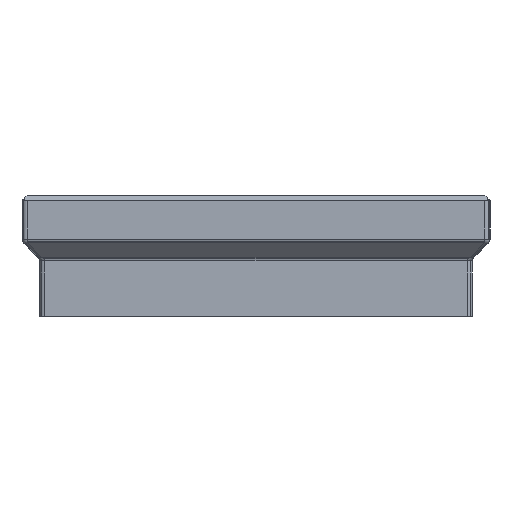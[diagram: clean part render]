
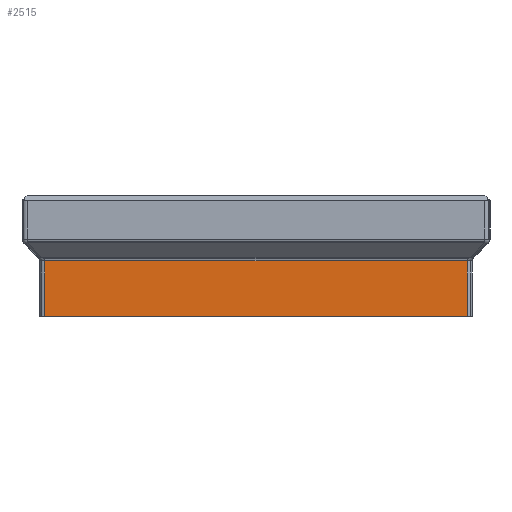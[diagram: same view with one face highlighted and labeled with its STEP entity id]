
A CAD part, left-side view. The second image highlights one B-rep face of the part: STEP entity #2515.
In plain terms, the highlighted planar face has unit normal (-1, 0, 0).
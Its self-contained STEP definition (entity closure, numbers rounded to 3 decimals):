
#48 = CARTESIAN_POINT ( 'NONE',  ( 49.89, -126.44, -13.381 ) ) ;
#936 = DIRECTION ( 'NONE',  ( 0., 1., 0. ) ) ;
#988 = EDGE_CURVE ( 'NONE', #7780, #9203, #1552, .T. ) ;
#1032 = DIRECTION ( 'NONE',  ( 0., -1., 0. ) ) ;
#1043 = DIRECTION ( 'NONE',  ( 0., 0., -1. ) ) ;
#1501 = VECTOR ( 'NONE', #1043, 1000. ) ;
#1552 = LINE ( 'NONE', #8842, #1916 ) ;
#1916 = VECTOR ( 'NONE', #1032, 1000. ) ;
#2132 = DIRECTION ( 'NONE',  ( -1., 0., 0. ) ) ;
#2424 = ORIENTED_EDGE ( 'NONE', *, *, #4912, .F. ) ;
#2490 = CARTESIAN_POINT ( 'NONE',  ( 49.89, -42.19, -13.381 ) ) ;
#2515 = ADVANCED_FACE ( 'NONE', ( #7590 ), #2747, .T. ) ;
#2747 = PLANE ( 'NONE',  #4731 ) ;
#2770 = ORIENTED_EDGE ( 'NONE', *, *, #988, .F. ) ;
#3040 = CARTESIAN_POINT ( 'NONE',  ( 49.89, -126.44, -2.314 ) ) ;
#3308 = EDGE_LOOP ( 'NONE', ( #3708, #9664, #2424, #2770 ) ) ;
#3708 = ORIENTED_EDGE ( 'NONE', *, *, #6535, .F. ) ;
#4044 = CARTESIAN_POINT ( 'NONE',  ( 49.89, -42.19, 1.6 ) ) ;
#4731 = AXIS2_PLACEMENT_3D ( 'NONE', #6091, #2132, #9760 ) ;
#4822 = DIRECTION ( 'NONE',  ( 0., 0., 1. ) ) ;
#4897 = CARTESIAN_POINT ( 'NONE',  ( 49.89, -126.44, 1.6 ) ) ;
#4912 = EDGE_CURVE ( 'NONE', #9203, #6508, #9755, .T. ) ;
#4919 = LINE ( 'NONE', #4044, #6103 ) ;
#6091 = CARTESIAN_POINT ( 'NONE',  ( 49.89, -125.94, 1.6 ) ) ;
#6103 = VECTOR ( 'NONE', #4822, 1000. ) ;
#6160 = VECTOR ( 'NONE', #936, 1000. ) ;
#6508 = VERTEX_POINT ( 'NONE', #6835 ) ;
#6535 = EDGE_CURVE ( 'NONE', #7268, #7780, #4919, .T. ) ;
#6835 = CARTESIAN_POINT ( 'NONE',  ( 49.89, -126.44, -13.381 ) ) ;
#7268 = VERTEX_POINT ( 'NONE', #2490 ) ;
#7502 = CARTESIAN_POINT ( 'NONE',  ( 49.89, -42.19, -2.314 ) ) ;
#7590 = FACE_OUTER_BOUND ( 'NONE', #3308, .T. ) ;
#7780 = VERTEX_POINT ( 'NONE', #7502 ) ;
#8761 = EDGE_CURVE ( 'NONE', #6508, #7268, #10066, .T. ) ;
#8842 = CARTESIAN_POINT ( 'NONE',  ( 49.89, -93.471, -2.314 ) ) ;
#9203 = VERTEX_POINT ( 'NONE', #3040 ) ;
#9664 = ORIENTED_EDGE ( 'NONE', *, *, #8761, .F. ) ;
#9755 = LINE ( 'NONE', #4897, #1501 ) ;
#9760 = DIRECTION ( 'NONE',  ( 0., 1., 0. ) ) ;
#10066 = LINE ( 'NONE', #48, #6160 ) ;
